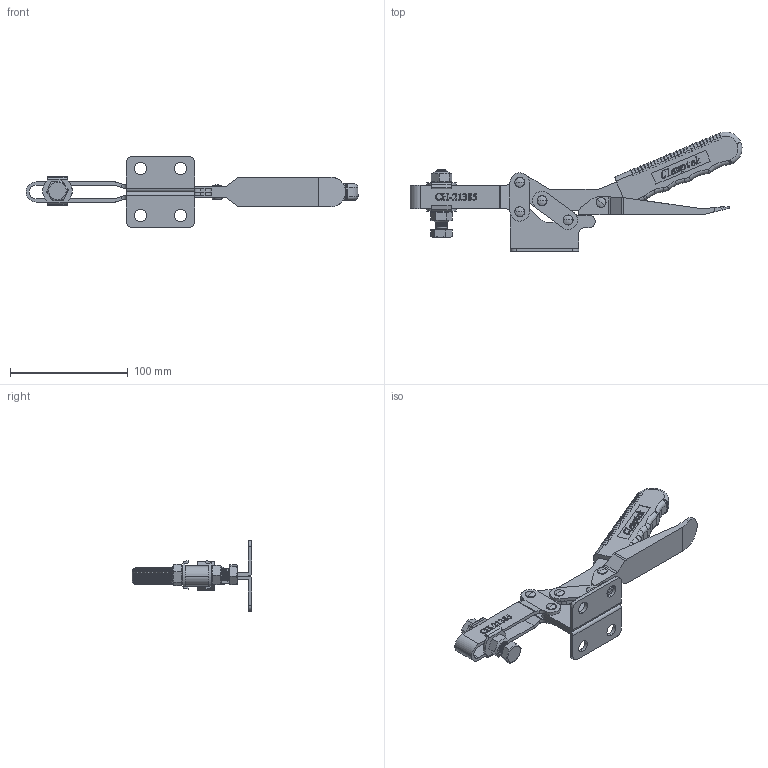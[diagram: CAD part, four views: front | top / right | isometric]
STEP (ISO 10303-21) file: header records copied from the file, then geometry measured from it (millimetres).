
FILE_DESCRIPTION (( 'STEP AP203' ), '1' );
FILE_NAME ('CH-21385.STEP', '2010-06-04T06:25:32', ( '·L?¥Î?' ), ( '·L?¤¤?' ), 'SwSTEP 2.0', 'SolidWorks 2005179', '' );
FILE_SCHEMA (( 'CONFIG_CONTROL_DESIGN' ));
Products named in the file (12): 21385-04_??; 21385-05_??; 21385-07_??; 21385-06_??; 21385-06-1_??; CH-21385; CH-SA-38200_??; FW380_??; 21385-03_??; 21385-02_??; 21385-01_??; M10_??
Assembly tree (17 placements, depth 2):
  CH-21385
    FW380_??  x2
    21385-02_??
    21385-05_??
    21385-04_??  x2
    CH-SA-38200_??
    21385-06_??  x4
    M10_??  x2
    21385-07_??
    21385-01_??
    21385-03_??
    21385-06-1_??
Bounding box: 281.36 x 101.52 x 60 mm (x, y, z)
Volume: 104001.8 mm3; surface area: 69246.3 mm2
Topology: 18 solids, 18 shells, 1663 faces, 4391 edges, 2816 vertices
Faces by surface type: plane 635, cylinder 469, bspline 399, torus 122, cone 22, sphere 16
Entity records: 80424 total; most frequent: CARTESIAN_POINT 43389, ORIENTED_EDGE 8188, DIRECTION 6172, EDGE_CURVE 4094, VERTEX_POINT 2636, VECTOR 2296, LINE 2296, AXIS2_PLACEMENT_3D 1938
